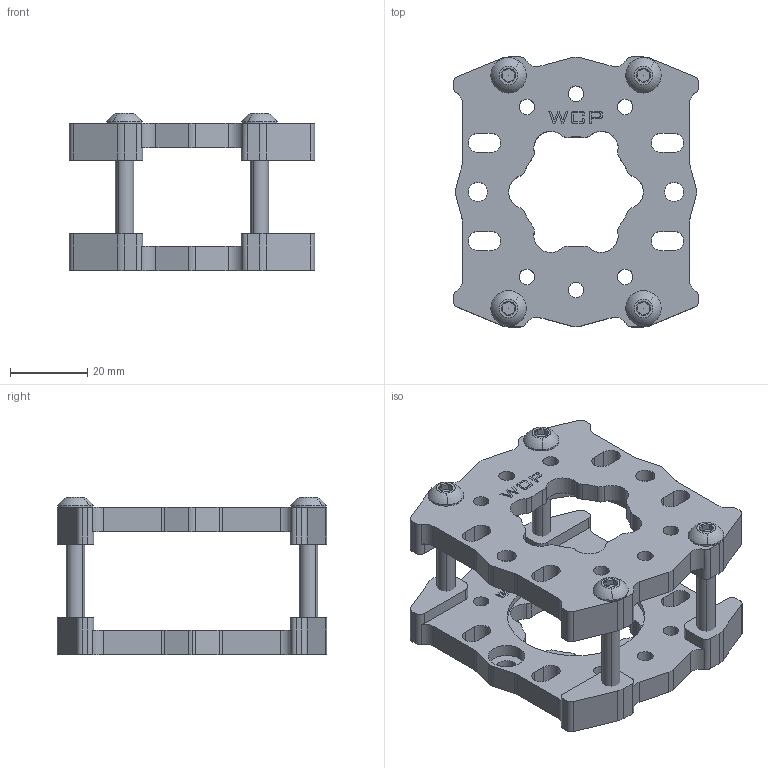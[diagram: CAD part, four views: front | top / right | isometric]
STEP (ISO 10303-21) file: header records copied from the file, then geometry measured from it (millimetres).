
FILE_DESCRIPTION (( 'STEP AP214' ), '1' );
FILE_NAME ('WCP-0592 Rev1.step', '2024-01-05T02:33:15', ( '' ), ( '' ), 'SwSTEP 2.0', 'SolidWorks 2022', '' );
FILE_SCHEMA (( 'AUTOMOTIVE_DESIGN' ));
Length unit declared in the file: inch
Products named in the file (4): 10-32 BHCS - No Thread_WCP-0257 - 1.500; WCP-0592 Rev1; WCP-0592-001 Rev1; WCP-0592-002 Rev1
Assembly tree (6 placements, depth 2):
  WCP-0592 Rev1
    WCP-0592-001 Rev1
    WCP-0592-002 Rev1
    10-32 BHCS - No Thread_WCP-0257 - 1.500  x4
Bounding box: 63.5 x 69.85 x 40.67 mm (x, y, z)
Volume: 41790.3 mm3; surface area: 24317.7 mm2
Topology: 6 solids, 6 shells, 742 faces, 1986 edges, 1296 vertices
Faces by surface type: plane 314, cylinder 232, bspline 136, cone 44, torus 16
Entity records: 28665 total; most frequent: CARTESIAN_POINT 11655, ORIENTED_EDGE 3626, DIRECTION 3065, EDGE_CURVE 1813, VERTEX_POINT 1203, VECTOR 1059, LINE 1059, AXIS2_PLACEMENT_3D 1003
